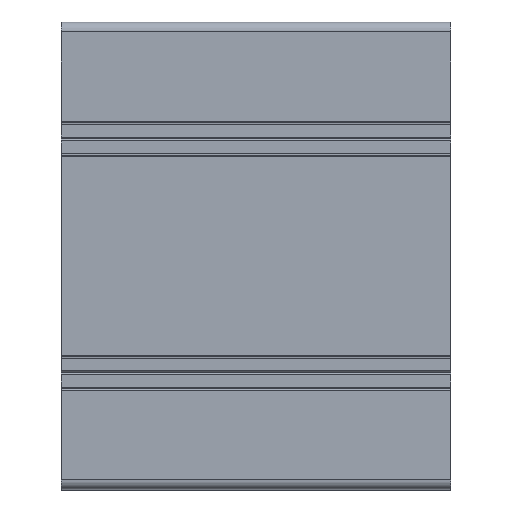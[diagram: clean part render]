
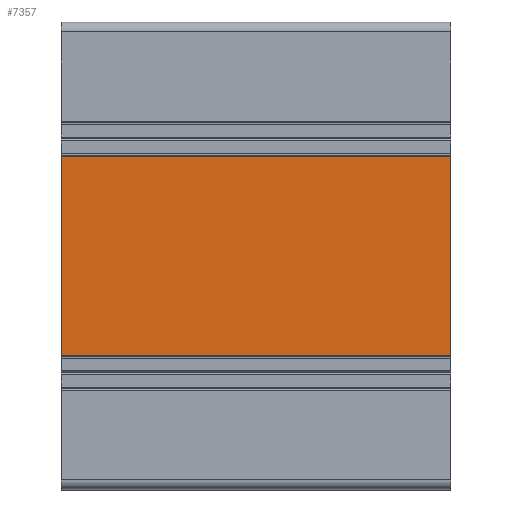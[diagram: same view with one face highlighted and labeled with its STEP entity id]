
A CAD part, top view. The second image highlights one B-rep face of the part: STEP entity #7357.
In plain terms, the highlighted planar face has unit normal (0, 0, 1).
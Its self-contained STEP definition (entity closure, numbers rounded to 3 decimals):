
#167 = LINE ( 'NONE', #7355, #1233 ) ;
#695 = EDGE_CURVE ( 'NONE', #6436, #3545, #4898, .T. ) ;
#1063 = CARTESIAN_POINT ( 'NONE',  ( -40.816, 80.448, 30. ) ) ;
#1233 = VECTOR ( 'NONE', #6194, 1000. ) ;
#1247 = FACE_OUTER_BOUND ( 'NONE', #1889, .T. ) ;
#1809 = CARTESIAN_POINT ( 'NONE',  ( 59.184, 80.448, 30. ) ) ;
#1889 = EDGE_LOOP ( 'NONE', ( #4002, #6955, #6564, #4878 ) ) ;
#2023 = LINE ( 'NONE', #3000, #4561 ) ;
#2145 = VERTEX_POINT ( 'NONE', #3679 ) ;
#2523 = AXIS2_PLACEMENT_3D ( 'NONE', #1809, #5428, #6596 ) ;
#2636 = VERTEX_POINT ( 'NONE', #3949 ) ;
#2671 = LINE ( 'NONE', #3868, #5687 ) ;
#2870 = DIRECTION ( 'NONE',  ( 0., -1., 0. ) ) ;
#2901 = EDGE_CURVE ( 'NONE', #2145, #6436, #2023, .T. ) ;
#3000 = CARTESIAN_POINT ( 'NONE',  ( 59.184, 80.448, 30. ) ) ;
#3545 = VERTEX_POINT ( 'NONE', #4253 ) ;
#3679 = CARTESIAN_POINT ( 'NONE',  ( 59.184, 80.448, 30. ) ) ;
#3868 = CARTESIAN_POINT ( 'NONE',  ( 59.184, 29.348, 30. ) ) ;
#3949 = CARTESIAN_POINT ( 'NONE',  ( 59.184, 29.348, 30. ) ) ;
#4002 = ORIENTED_EDGE ( 'NONE', *, *, #695, .T. ) ;
#4253 = CARTESIAN_POINT ( 'NONE',  ( -40.816, 29.348, 30. ) ) ;
#4316 = EDGE_CURVE ( 'NONE', #2145, #2636, #167, .T. ) ;
#4561 = VECTOR ( 'NONE', #6012, 1000. ) ;
#4878 = ORIENTED_EDGE ( 'NONE', *, *, #2901, .T. ) ;
#4898 = LINE ( 'NONE', #7657, #5093 ) ;
#5093 = VECTOR ( 'NONE', #2870, 1000. ) ;
#5428 = DIRECTION ( 'NONE',  ( 0., 0., -1. ) ) ;
#5629 = DIRECTION ( 'NONE',  ( -1., 0., 0. ) ) ;
#5687 = VECTOR ( 'NONE', #5629, 1000. ) ;
#6012 = DIRECTION ( 'NONE',  ( -1., 0., 0. ) ) ;
#6194 = DIRECTION ( 'NONE',  ( 0., -1., 0. ) ) ;
#6436 = VERTEX_POINT ( 'NONE', #1063 ) ;
#6564 = ORIENTED_EDGE ( 'NONE', *, *, #4316, .F. ) ;
#6596 = DIRECTION ( 'NONE',  ( -1., 0., 0. ) ) ;
#6783 = EDGE_CURVE ( 'NONE', #2636, #3545, #2671, .T. ) ;
#6955 = ORIENTED_EDGE ( 'NONE', *, *, #6783, .F. ) ;
#7355 = CARTESIAN_POINT ( 'NONE',  ( 59.184, 80.448, 30. ) ) ;
#7357 = ADVANCED_FACE ( 'NONE', ( #1247 ), #7745, .F. ) ;
#7657 = CARTESIAN_POINT ( 'NONE',  ( -40.816, 80.448, 30. ) ) ;
#7745 = PLANE ( 'NONE',  #2523 ) ;
